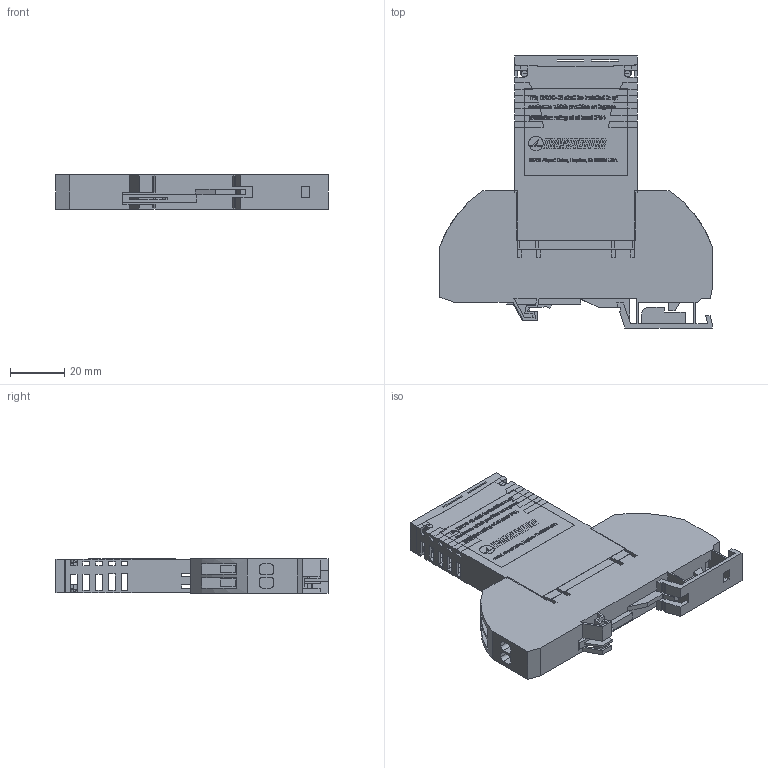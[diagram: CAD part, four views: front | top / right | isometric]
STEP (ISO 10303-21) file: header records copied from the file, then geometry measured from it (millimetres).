
FILE_DESCRIPTION (( 'STEP AP214' ), '1' );
FILE_NAME ('1101-681-E.STEP', '2019-01-24T20:30:28', ( '' ), ( '' ), 'SwSTEP 2.0', 'SolidWorks 2018', '' );
FILE_SCHEMA (( 'AUTOMOTIVE_DESIGN' ));
Length unit declared in the file: inch
Products named in the file (14): Wieland Module top^2002-148; 2003-1921; 1101-681-E; 2003-1917; 2002-148; Wieland Module Bottom^2002-148; 2003-2657; 2002-147
Assembly tree (7 placements, depth 3):
  2003-1921
  1101-681-E
    2002-147
    2002-148
      Wieland Module Bottom^2002-148
      Wieland Module top^2002-148
    2003-1917
    2003-1921
    2003-2657
  Wieland Module Bottom^2002-148
  2003-1917
  Wieland Module top^2002-148
Bounding box: 100 x 99.89 x 12.5 mm (x, y, z)
Volume: 43071 mm3; surface area: 39720.3 mm2
Topology: 19 solids, 19 shells, 5079 faces, 13725 edges, 9143 vertices
Faces by surface type: plane 3121, bspline 1799, cylinder 159
Entity records: 295186 total; most frequent: CARTESIAN_POINT 124346, ORIENTED_EDGE 27450, DIRECTION 17037, EDGE_CURVE 13725, VECTOR 9777, LINE 9777, VERTEX_POINT 9143, EDGE_LOOP 5622
